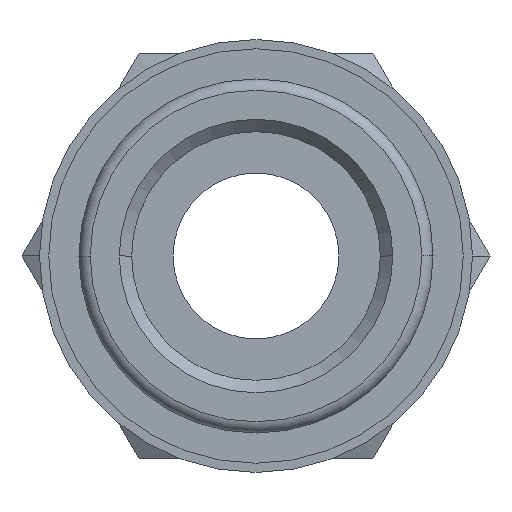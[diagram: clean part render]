
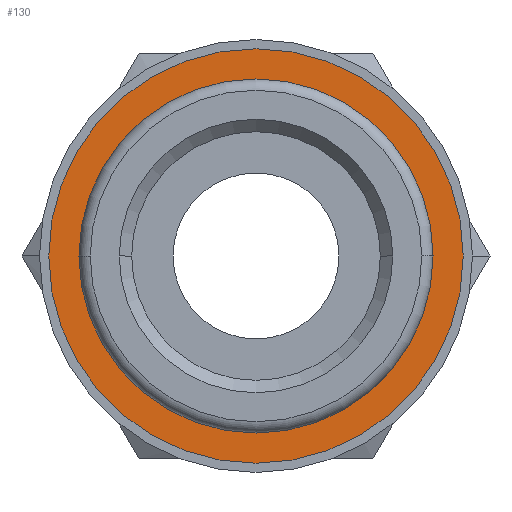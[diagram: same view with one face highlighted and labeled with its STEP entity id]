
A CAD part, front view. The second image highlights one B-rep face of the part: STEP entity #130.
In plain terms, the highlighted planar face has unit normal (0, -1, 0).
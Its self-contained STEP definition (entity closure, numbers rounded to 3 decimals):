
#130=ADVANCED_FACE('',(#295,#296),#297,.T.);
#295=FACE_BOUND('',#498,.T.);
#296=FACE_OUTER_BOUND('',#499,.T.);
#297=PLANE('',#500);
#498=EDGE_LOOP('',(#803,#804,#805));
#499=EDGE_LOOP('',(#806,#807));
#500=AXIS2_PLACEMENT_3D('',#808,#809,#810);
#803=ORIENTED_EDGE('',*,*,#1161,.T.);
#804=ORIENTED_EDGE('',*,*,#1145,.T.);
#805=ORIENTED_EDGE('',*,*,#1162,.T.);
#806=ORIENTED_EDGE('',*,*,#1230,.F.);
#807=ORIENTED_EDGE('',*,*,#1231,.F.);
#808=CARTESIAN_POINT('',(5.625,3.6,0.0));
#809=DIRECTION('',(-0.0,-1.0,-0.0));
#810=DIRECTION('',(-1.0,0.0,0.0));
#1145=EDGE_CURVE('',#1347,#1345,#1348,.T.);
#1161=EDGE_CURVE('',#1374,#1347,#1375,.T.);
#1162=EDGE_CURVE('',#1345,#1374,#1376,.T.);
#1230=EDGE_CURVE('',#1481,#1482,#1483,.T.);
#1231=EDGE_CURVE('',#1482,#1481,#1484,.T.);
#1345=VERTEX_POINT('',#1617);
#1347=VERTEX_POINT('',#1619);
#1348=CIRCLE('',#1620,9.156);
#1374=VERTEX_POINT('',#1694);
#1375=CIRCLE('',#1695,9.156);
#1376=CIRCLE('',#1696,9.156);
#1481=VERTEX_POINT('',#1957);
#1482=VERTEX_POINT('',#1958);
#1483=CIRCLE('',#1959,11.25);
#1484=CIRCLE('',#1960,11.25);
#1617=CARTESIAN_POINT('',(-9.156,3.6,0.));
#1619=CARTESIAN_POINT('',(9.156,3.6,0.));
#1620=AXIS2_PLACEMENT_3D('',#2181,#2182,#2183);
#1694=CARTESIAN_POINT('',(0.,3.6,9.156));
#1695=AXIS2_PLACEMENT_3D('',#2200,#2201,#2202);
#1696=AXIS2_PLACEMENT_3D('',#2203,#2204,#2205);
#1957=CARTESIAN_POINT('',(11.25,3.6,0.0));
#1958=CARTESIAN_POINT('',(-11.25,3.6,0.));
#1959=AXIS2_PLACEMENT_3D('',#2291,#2292,#2293);
#1960=AXIS2_PLACEMENT_3D('',#2294,#2295,#2296);
#2181=CARTESIAN_POINT('',(0.0,3.6,0.0));
#2182=DIRECTION('',(0.0,1.0,0.0));
#2183=DIRECTION('',(0.0,0.0,-1.0));
#2200=CARTESIAN_POINT('',(0.0,3.6,0.0));
#2201=DIRECTION('',(0.0,1.0,0.0));
#2202=DIRECTION('',(0.0,0.0,-1.0));
#2203=CARTESIAN_POINT('',(0.0,3.6,0.0));
#2204=DIRECTION('',(0.0,1.0,0.0));
#2205=DIRECTION('',(0.0,0.0,-1.0));
#2291=CARTESIAN_POINT('',(0.0,3.6,0.0));
#2292=DIRECTION('',(-0.0,1.0,0.0));
#2293=DIRECTION('',(1.0,0.0,0.0));
#2294=CARTESIAN_POINT('',(0.0,3.6,0.0));
#2295=DIRECTION('',(-0.0,1.0,0.0));
#2296=DIRECTION('',(1.0,0.0,0.0));
